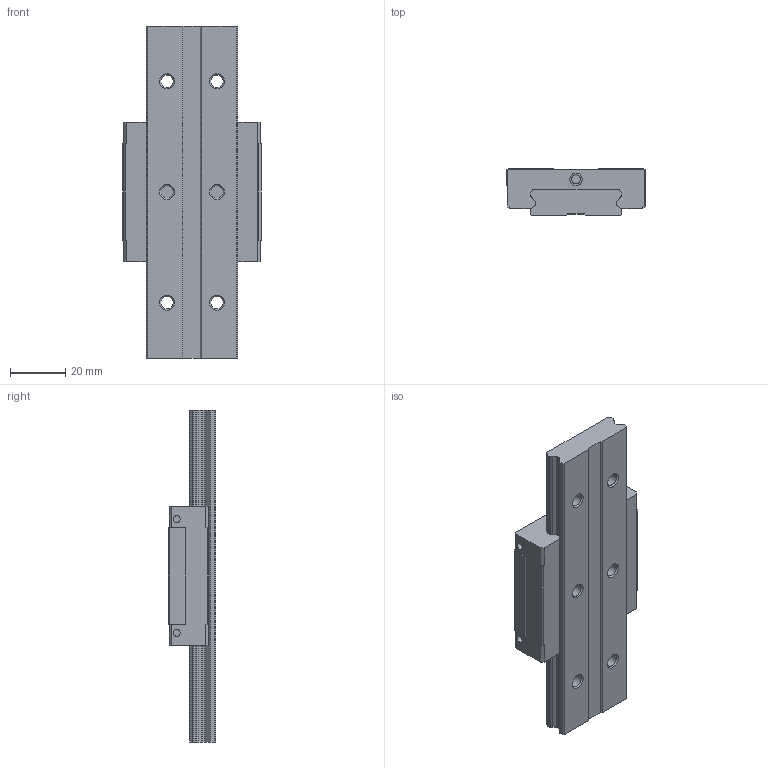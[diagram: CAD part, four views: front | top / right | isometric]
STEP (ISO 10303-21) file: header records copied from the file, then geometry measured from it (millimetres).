
FILE_DESCRIPTION((''),'2;1');
FILE_NAME('weh17ca.stp','2012-08-03T15:08:11',('liveinlib'),(''),'Autodesk Inventor 2012','Autodesk Inventor 2012','');
FILE_SCHEMA(('AUTOMOTIVE_DESIGN { 1 0 10303 214 1 1 1 1 }'));
Length unit declared in the file: millimetre
Products named in the file (3): weh17ca; wer17
Assembly tree (2 placements, depth 2):
  weh17ca
    wer17
    weh17ca
Bounding box: 50 x 17 x 120 mm (x, y, z)
Volume: 57635.2 mm3; surface area: 20526.8 mm2
Topology: 2 solids, 2 shells, 166 faces, 422 edges, 274 vertices
Faces by surface type: plane 76, cylinder 64, cone 26
Full cylindrical faces by diameter (mm): 2.5 x4, 3.242 x4, 3.3 x2, 4.5 x8, 7.5 x6
Entity records: 4812 total; most frequent: DIRECTION 856, CARTESIAN_POINT 801, ORIENTED_EDGE 728, EDGE_CURVE 364, AXIS2_PLACEMENT_3D 321, VERTEX_POINT 266, EDGE_LOOP 242, VECTOR 214
